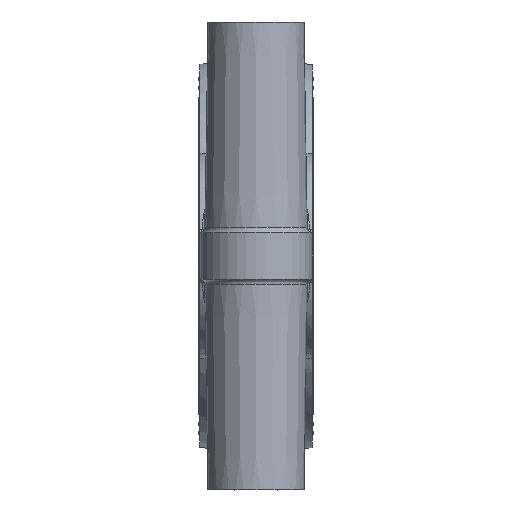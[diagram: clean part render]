
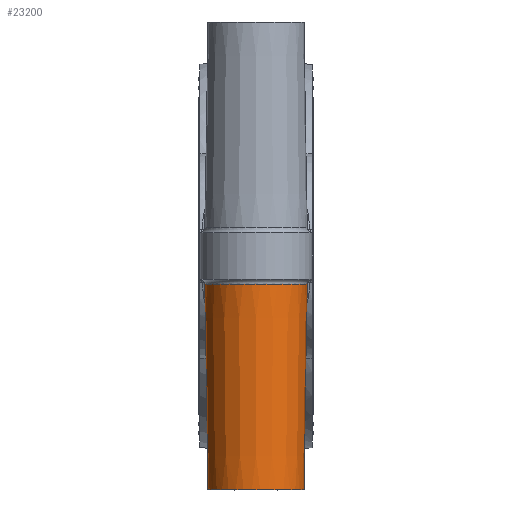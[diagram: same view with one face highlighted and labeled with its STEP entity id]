
A CAD part, left-side view. The second image highlights one B-rep face of the part: STEP entity #23200.
In plain terms, the highlighted conical face has half-angle 0.891 degrees and reference radius 5.321 mm.
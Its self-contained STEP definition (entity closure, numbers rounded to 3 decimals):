
#3566=CARTESIAN_POINT('',(-119.,0.,-2.992));
#3567=DIRECTION('',(0.,0.,-1.));
#3568=DIRECTION('',(0.241,-0.97,0.));
#3569=AXIS2_PLACEMENT_3D('',#3566,#3567,#3568);
#3571=CARTESIAN_POINT('',(-115.826,-4.403,
-7.119));
#3572=CARTESIAN_POINT('',(-115.907,-4.464,
-7.002));
#3573=CARTESIAN_POINT('',(-116.072,-4.58,
-6.755));
#3574=CARTESIAN_POINT('',(-116.323,-4.739,
-6.345));
#3575=CARTESIAN_POINT('',(-116.576,-4.881,
-5.894));
#3576=CARTESIAN_POINT('',(-116.826,-5.006,
-5.398));
#3577=CARTESIAN_POINT('',(-117.068,-5.113,
-4.857));
#3578=CARTESIAN_POINT('',(-117.296,-5.202,
-4.274));
#3579=CARTESIAN_POINT('',(-117.502,-5.275,
-3.652));
#3580=CARTESIAN_POINT('',(-117.621,-5.313,
-3.216));
#3581=CARTESIAN_POINT('',(-117.676,-5.33,
-2.992));
#3583=CARTESIAN_POINT('',(-114.529,-2.985,
-10.448));
#3584=CARTESIAN_POINT('',(-114.529,-2.988,
-10.387));
#3585=CARTESIAN_POINT('',(-114.534,-2.999,
-10.259));
#3586=CARTESIAN_POINT('',(-114.552,-3.031,
-10.051));
#3587=CARTESIAN_POINT('',(-114.582,-3.081,
-9.826));
#3588=CARTESIAN_POINT('',(-114.627,-3.152,
-9.581));
#3589=CARTESIAN_POINT('',(-114.692,-3.246,
-9.317));
#3590=CARTESIAN_POINT('',(-114.779,-3.367,
-9.03));
#3591=CARTESIAN_POINT('',(-114.897,-3.517,
-8.717));
#3592=CARTESIAN_POINT('',(-115.051,-3.699,
-8.375));
#3593=CARTESIAN_POINT('',(-115.251,-3.911,
-8.002));
#3594=CARTESIAN_POINT('',(-115.503,-4.148,
-7.592));
#3595=CARTESIAN_POINT('',(-115.712,-4.318,
-7.283));
#3596=CARTESIAN_POINT('',(-115.826,-4.403,
-7.119));
#3598=CARTESIAN_POINT('',(-114.382,-2.279,
-25.));
#3599=CARTESIAN_POINT('',(-114.393,-2.359,
-23.338));
#3600=CARTESIAN_POINT('',(-114.418,-2.519,
-20.043));
#3601=CARTESIAN_POINT('',(-114.467,-2.755,
-15.184));
#3602=CARTESIAN_POINT('',(-114.507,-2.909,
-12.016));
#3603=CARTESIAN_POINT('',(-114.529,-2.985,
-10.448));
#3605=CARTESIAN_POINT('',(-119.,0.,-25.));
#3606=DIRECTION('',(0.,0.,-1.));
#3607=DIRECTION('',(0.897,-0.443,0.));
#3608=AXIS2_PLACEMENT_3D('',#3605,#3606,#3607);
#3610=CARTESIAN_POINT('',(-114.528,2.982,
-10.522));
#3611=CARTESIAN_POINT('',(-114.506,2.906,
-12.083));
#3612=CARTESIAN_POINT('',(-114.467,2.752,
-15.236));
#3613=CARTESIAN_POINT('',(-114.418,2.518,
-20.071));
#3614=CARTESIAN_POINT('',(-114.393,2.359,
-23.347));
#3615=CARTESIAN_POINT('',(-114.382,2.279,
-25.));
#3617=CARTESIAN_POINT('',(-115.757,4.35,
-7.285));
#3618=CARTESIAN_POINT('',(-115.649,4.266,
-7.442));
#3619=CARTESIAN_POINT('',(-115.452,4.1,
-7.739));
#3620=CARTESIAN_POINT('',(-115.213,3.871,
-8.136));
#3621=CARTESIAN_POINT('',(-115.024,3.667,
-8.499));
#3622=CARTESIAN_POINT('',(-114.878,3.493,
-8.831));
#3623=CARTESIAN_POINT('',(-114.767,3.349,
-9.135));
#3624=CARTESIAN_POINT('',(-114.684,3.233,
-9.415));
#3625=CARTESIAN_POINT('',(-114.622,3.142,
-9.673));
#3626=CARTESIAN_POINT('',(-114.579,3.074,
-9.912));
#3627=CARTESIAN_POINT('',(-114.55,3.026,
-10.132));
#3628=CARTESIAN_POINT('',(-114.533,2.995,
-10.335));
#3629=CARTESIAN_POINT('',(-114.528,2.985,
-10.461));
#3630=CARTESIAN_POINT('',(-114.528,2.982,
-10.522));
#3632=CARTESIAN_POINT('',(-117.679,5.331,
-2.992));
#3633=CARTESIAN_POINT('',(-117.629,5.315,
-3.197));
#3634=CARTESIAN_POINT('',(-117.521,5.281,
-3.598));
#3635=CARTESIAN_POINT('',(-117.336,5.216,
-4.176));
#3636=CARTESIAN_POINT('',(-117.131,5.138,
-4.724));
#3637=CARTESIAN_POINT('',(-116.913,5.044,
-5.24));
#3638=CARTESIAN_POINT('',(-116.684,4.936,
-5.719));
#3639=CARTESIAN_POINT('',(-116.451,4.812,
-6.163));
#3640=CARTESIAN_POINT('',(-116.217,4.673,
-6.571));
#3641=CARTESIAN_POINT('',(-115.984,4.519,
-6.946));
#3642=CARTESIAN_POINT('',(-115.832,4.408,
-7.175));
#3643=CARTESIAN_POINT('',(-115.757,4.35,
-7.285));
#17729=VERTEX_POINT('',#3583);
#17730=VERTEX_POINT('',#3596);
#17731=VERTEX_POINT('',#3598);
#17735=VERTEX_POINT('',#3610);
#17736=VERTEX_POINT('',#3615);
#17738=VERTEX_POINT('',#3617);
#17811=CARTESIAN_POINT('',(-117.676,-5.33,
-2.992));
#17812=CARTESIAN_POINT('',(-117.679,5.331,
-2.992));
#17813=VERTEX_POINT('',#17811);
#17814=VERTEX_POINT('',#17812);
#23180=CARTESIAN_POINT('',(-119.,0.,-13.996));
#23181=DIRECTION('',(0.,0.,1.));
#23182=DIRECTION('',(-1.,0.,0.));
#23183=AXIS2_PLACEMENT_3D('',#23180,#23181,#23182);
#23184=CONICAL_SURFACE('',#23183,5.321,0.891);
#23185=ORIENTED_EDGE('',*,*,#21357,.F.);
#23187=ORIENTED_EDGE('',*,*,#23186,.F.);
#23189=ORIENTED_EDGE('',*,*,#23188,.F.);
#23191=ORIENTED_EDGE('',*,*,#23190,.F.);
#23193=ORIENTED_EDGE('',*,*,#23192,.T.);
#23195=ORIENTED_EDGE('',*,*,#23194,.F.);
#23196=ORIENTED_EDGE('',*,*,#23116,.F.);
#23197=ORIENTED_EDGE('',*,*,#23162,.F.);
#23198=EDGE_LOOP('',(#23185,#23187,#23189,#23191,#23193,#23195,#23196,#23197));
#23199=FACE_OUTER_BOUND('',#23198,.F.);
#23200=ADVANCED_FACE('',(#23199),#23184,.T.);
#3570=CIRCLE('',#3569,5.492);
#3582=B_SPLINE_CURVE_WITH_KNOTS('',3,(#3571,#3572,#3573,#3574,#3575,#3576,#3577,
#3578,#3579,#3580,#3581),.UNSPECIFIED.,.F.,.F.,(4,1,1,1,1,1,1,1,4),(0.,
0.125,0.25,0.375,0.5,0.625,0.75,0.875,1.),.UNSPECIFIED.);
#3597=B_SPLINE_CURVE_WITH_KNOTS('',3,(#3583,#3584,#3585,#3586,#3587,#3588,#3589,
#3590,#3591,#3592,#3593,#3594,#3595,#3596),.UNSPECIFIED.,.F.,.F.,(4,1,1,1,1,1,1,
1,1,1,1,4),(0.,0.091,0.182,0.273,
0.364,0.455,0.545,0.636,
0.727,0.818,0.909,1.),.UNSPECIFIED.);
#3604=B_SPLINE_CURVE_WITH_KNOTS('',3,(#3598,#3599,#3600,#3601,#3602,#3603),
.UNSPECIFIED.,.F.,.F.,(4,1,1,4),(0.,0.333,0.667,1.),
.UNSPECIFIED.);
#3609=CIRCLE('',#3608,5.15);
#3616=B_SPLINE_CURVE_WITH_KNOTS('',3,(#3610,#3611,#3612,#3613,#3614,#3615),
.UNSPECIFIED.,.F.,.F.,(4,1,1,4),(0.,0.333,0.667,1.),
.UNSPECIFIED.);
#3631=B_SPLINE_CURVE_WITH_KNOTS('',3,(#3617,#3618,#3619,#3620,#3621,#3622,#3623,
#3624,#3625,#3626,#3627,#3628,#3629,#3630),.UNSPECIFIED.,.F.,.F.,(4,1,1,1,1,1,1,
1,1,1,1,4),(0.,0.091,0.182,0.273,
0.364,0.455,0.545,0.636,
0.727,0.818,0.909,1.),.UNSPECIFIED.);
#3644=B_SPLINE_CURVE_WITH_KNOTS('',3,(#3632,#3633,#3634,#3635,#3636,#3637,#3638,
#3639,#3640,#3641,#3642,#3643),.UNSPECIFIED.,.F.,.F.,(4,1,1,1,1,1,1,1,1,4),
(0.,0.111,0.222,0.333,0.444,
0.556,0.667,0.778,0.889,1.),
.UNSPECIFIED.);
#21357=EDGE_CURVE('',#17813,#17814,#3570,.T.);
#23116=EDGE_CURVE('',#17738,#17735,#3631,.T.);
#23162=EDGE_CURVE('',#17814,#17738,#3644,.T.);
#23186=EDGE_CURVE('',#17730,#17813,#3582,.T.);
#23188=EDGE_CURVE('',#17729,#17730,#3597,.T.);
#23190=EDGE_CURVE('',#17731,#17729,#3604,.T.);
#23192=EDGE_CURVE('',#17731,#17736,#3609,.T.);
#23194=EDGE_CURVE('',#17735,#17736,#3616,.T.);
